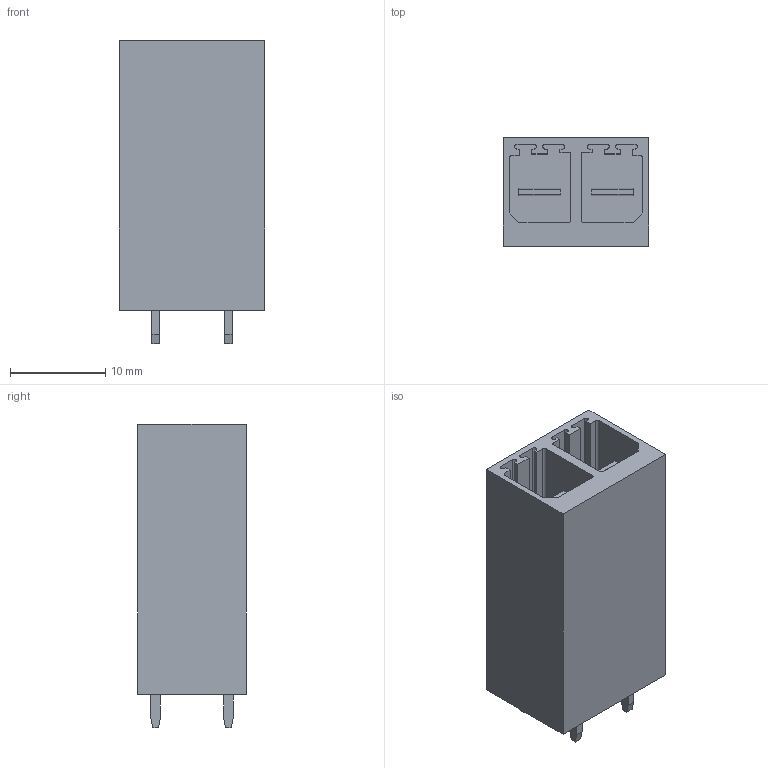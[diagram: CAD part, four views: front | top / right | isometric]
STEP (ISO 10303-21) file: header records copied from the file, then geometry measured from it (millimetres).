
FILE_DESCRIPTION(('CATIA V5 STEP Exchange','CAx-IF Rec.Pracs.--- Model Styling and Organization---1.2---2011-12-15'),'2;1');
FILE_NAME ('D1459398_0_1930600000_1930600000.stp','2018-11-29T03:56:38+00:00',('none'),('Weidmueller'),'CATIA Version 5-6 Release 2014','CATIA V5 STEP AP214','none');
FILE_SCHEMA(('AUTOMOTIVE_DESIGN { 1 0 10303 214 1 1 1 1 }'));
Length unit declared in the file: millimetre
Products named in the file (1): 1930600000
Bounding box: 15.24 x 11.4 x 31.8 mm (x, y, z)
Volume: 3454.1 mm3; surface area: 4054.5 mm2
Topology: 3 solids, 3 shells, 158 faces, 452 edges, 300 vertices
Faces by surface type: plane 140, cylinder 18
Entity records: 4200 total; most frequent: ORIENTED_EDGE 904, CARTESIAN_POINT 688, DIRECTION 528, EDGE_CURVE 370, VECTOR 338, LINE 338, VERTEX_POINT 238, EDGE_LOOP 166
